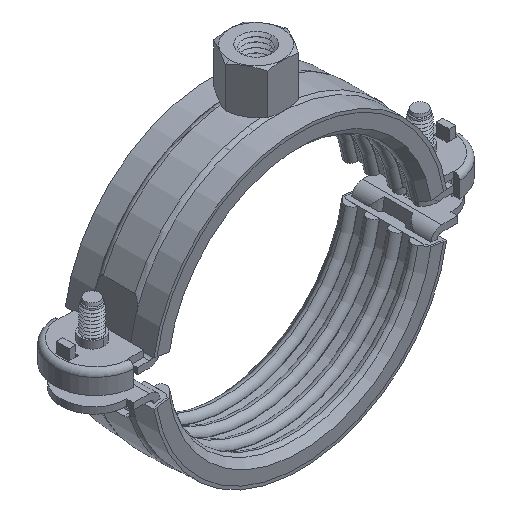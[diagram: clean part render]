
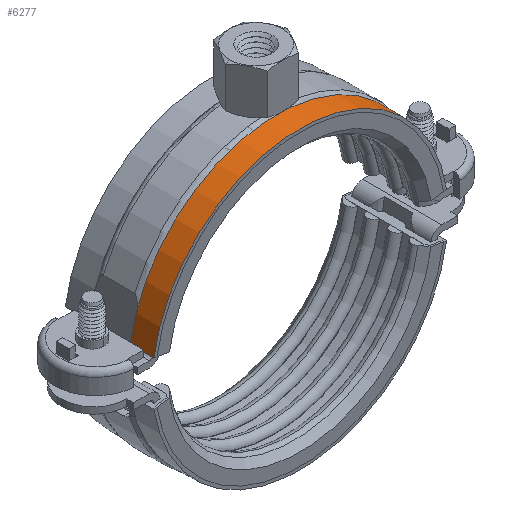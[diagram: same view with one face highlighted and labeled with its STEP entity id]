
A CAD part, isometric view. The second image highlights one B-rep face of the part: STEP entity #6277.
In plain terms, the highlighted cylindrical face has radius 46.75 mm (diameter 93.5 mm), a partial arc.
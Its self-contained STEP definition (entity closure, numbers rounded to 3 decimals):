
#6219=CARTESIAN_POINT('',(103.155,138.714,6.5));
#6220=VERTEX_POINT('',#6219);
#6227=CARTESIAN_POINT('',(195.593,138.714,6.5));
#6228=VERTEX_POINT('',#6227);
#6229=CARTESIAN_POINT('',(149.374,131.687,6.5));
#6230=DIRECTION('',(0.0,0.0,1.0));
#6231=DIRECTION('',(1.0,0.0,0.0));
#6232=AXIS2_PLACEMENT_3D('',#6229,#6230,#6231);
#6233=CIRCLE('',#6232,46.75);
#6234=EDGE_CURVE('',#6228,#6220,#6233,.T.);
#6246=CARTESIAN_POINT('',(149.374,131.687,10.25));
#6247=DIRECTION('',(0.0,0.0,1.0));
#6248=DIRECTION('',(1.0,0.0,0.0));
#6249=AXIS2_PLACEMENT_3D('',#6246,#6247,#6248);
#6250=CYLINDRICAL_SURFACE('',#6249,46.75);
#6251=CARTESIAN_POINT('',(103.155,138.714,14.));
#6252=VERTEX_POINT('',#6251);
#6253=CARTESIAN_POINT('',(103.155,138.714,6.5));
#6254=DIRECTION('',(0.0,0.0,1.0));
#6255=VECTOR('',#6254,7.5);
#6256=LINE('',#6253,#6255);
#6257=EDGE_CURVE('',#6220,#6252,#6256,.T.);
#6258=ORIENTED_EDGE('',*,*,#6257,.T.);
#6259=CARTESIAN_POINT('',(195.593,138.714,14.));
#6260=VERTEX_POINT('',#6259);
#6261=CARTESIAN_POINT('',(149.374,131.687,14.));
#6262=DIRECTION('',(0.0,0.0,1.0));
#6263=DIRECTION('',(1.0,0.0,0.0));
#6264=AXIS2_PLACEMENT_3D('',#6261,#6262,#6263);
#6265=CIRCLE('',#6264,46.75);
#6266=EDGE_CURVE('',#6260,#6252,#6265,.T.);
#6267=ORIENTED_EDGE('',*,*,#6266,.F.);
#6268=CARTESIAN_POINT('',(195.593,138.714,6.5));
#6269=DIRECTION('',(0.0,0.0,1.0));
#6270=VECTOR('',#6269,7.5);
#6271=LINE('',#6268,#6270);
#6272=EDGE_CURVE('',#6228,#6260,#6271,.T.);
#6273=ORIENTED_EDGE('',*,*,#6272,.F.);
#6274=ORIENTED_EDGE('',*,*,#6234,.T.);
#6275=EDGE_LOOP('',(#6258,#6267,#6273,#6274));
#6276=FACE_OUTER_BOUND('',#6275,.T.);
#6277=ADVANCED_FACE('',(#6276),#6250,.T.);
